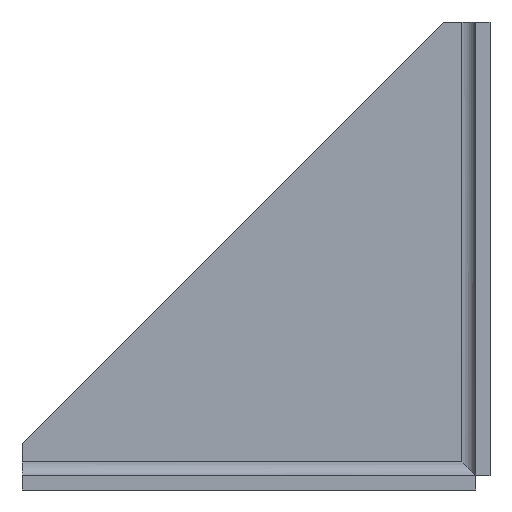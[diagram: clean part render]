
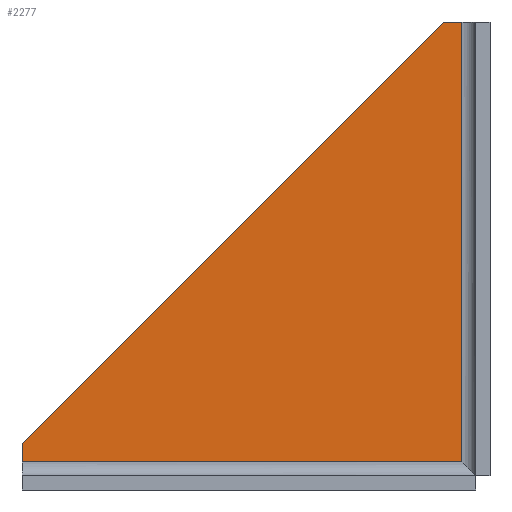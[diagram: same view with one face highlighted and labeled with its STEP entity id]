
A CAD part, front view. The second image highlights one B-rep face of the part: STEP entity #2277.
In plain terms, the highlighted planar face has unit normal (0, -1, 0).
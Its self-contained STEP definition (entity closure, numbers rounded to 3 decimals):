
#32 = EDGE_CURVE ( 'NONE', #1417, #2144, #1710, .T. ) ;
#42 = EDGE_CURVE ( 'NONE', #932, #1417, #589, .T. ) ;
#74 = ORIENTED_EDGE ( 'NONE', *, *, #320, .T. ) ;
#155 = EDGE_CURVE ( 'NONE', #2144, #639, #1283, .T. ) ;
#172 = CARTESIAN_POINT ( 'NONE',  ( 40., 19.5, 100. ) ) ;
#304 = EDGE_CURVE ( 'NONE', #701, #639, #901, .T. ) ;
#306 = FACE_OUTER_BOUND ( 'NONE', #2127, .T. ) ;
#320 = EDGE_CURVE ( 'NONE', #701, #932, #2653, .T. ) ;
#358 = CARTESIAN_POINT ( 'NONE',  ( 44., 19.5, 100. ) ) ;
#417 = CARTESIAN_POINT ( 'NONE',  ( -50., 19.5, 6. ) ) ;
#428 = CARTESIAN_POINT ( 'NONE',  ( 44., 19.5, 100. ) ) ;
#540 = VECTOR ( 'NONE', #1861, 1000. ) ;
#589 = LINE ( 'NONE', #417, #540 ) ;
#639 = VERTEX_POINT ( 'NONE', #172 ) ;
#701 = VERTEX_POINT ( 'NONE', #2500 ) ;
#747 = CARTESIAN_POINT ( 'NONE',  ( -50., 19.5, 6. ) ) ;
#786 = ORIENTED_EDGE ( 'NONE', *, *, #155, .T. ) ;
#801 = ORIENTED_EDGE ( 'NONE', *, *, #304, .F. ) ;
#838 = VECTOR ( 'NONE', #1685, 1000. ) ;
#901 = LINE ( 'NONE', #1408, #2011 ) ;
#932 = VERTEX_POINT ( 'NONE', #747 ) ;
#1283 = LINE ( 'NONE', #1347, #2332 ) ;
#1341 = AXIS2_PLACEMENT_3D ( 'NONE', #2497, #2456, #2414 ) ;
#1347 = CARTESIAN_POINT ( 'NONE',  ( -50., 19.5, 100. ) ) ;
#1370 = DIRECTION ( 'NONE',  ( 0.707, 0., 0.707 ) ) ;
#1408 = CARTESIAN_POINT ( 'NONE',  ( 40., 19.5, 100. ) ) ;
#1417 = VERTEX_POINT ( 'NONE', #2283 ) ;
#1418 = DIRECTION ( 'NONE',  ( -1., 0., 0. ) ) ;
#1438 = ORIENTED_EDGE ( 'NONE', *, *, #42, .T. ) ;
#1503 = CARTESIAN_POINT ( 'NONE',  ( -50., 19.5, 100. ) ) ;
#1647 = VECTOR ( 'NONE', #1822, 1000. ) ;
#1685 = DIRECTION ( 'NONE',  ( 0., 0., -1. ) ) ;
#1710 = LINE ( 'NONE', #428, #1647 ) ;
#1822 = DIRECTION ( 'NONE',  ( 0., 0., 1. ) ) ;
#1861 = DIRECTION ( 'NONE',  ( 1., 0., 0. ) ) ;
#2011 = VECTOR ( 'NONE', #1370, 1000. ) ;
#2127 = EDGE_LOOP ( 'NONE', ( #74, #1438, #2411, #786, #801 ) ) ;
#2144 = VERTEX_POINT ( 'NONE', #358 ) ;
#2277 = ADVANCED_FACE ( 'NONE', ( #306 ), #2467, .T. ) ;
#2283 = CARTESIAN_POINT ( 'NONE',  ( 44., 19.5, 6. ) ) ;
#2332 = VECTOR ( 'NONE', #1418, 1000. ) ;
#2411 = ORIENTED_EDGE ( 'NONE', *, *, #32, .T. ) ;
#2414 = DIRECTION ( 'NONE',  ( 0., 0., -1. ) ) ;
#2456 = DIRECTION ( 'NONE',  ( 0., -1., 0. ) ) ;
#2467 = PLANE ( 'NONE',  #1341 ) ;
#2497 = CARTESIAN_POINT ( 'NONE',  ( -50., 19.5, 100. ) ) ;
#2500 = CARTESIAN_POINT ( 'NONE',  ( -50., 19.5, 10. ) ) ;
#2653 = LINE ( 'NONE', #1503, #838 ) ;
